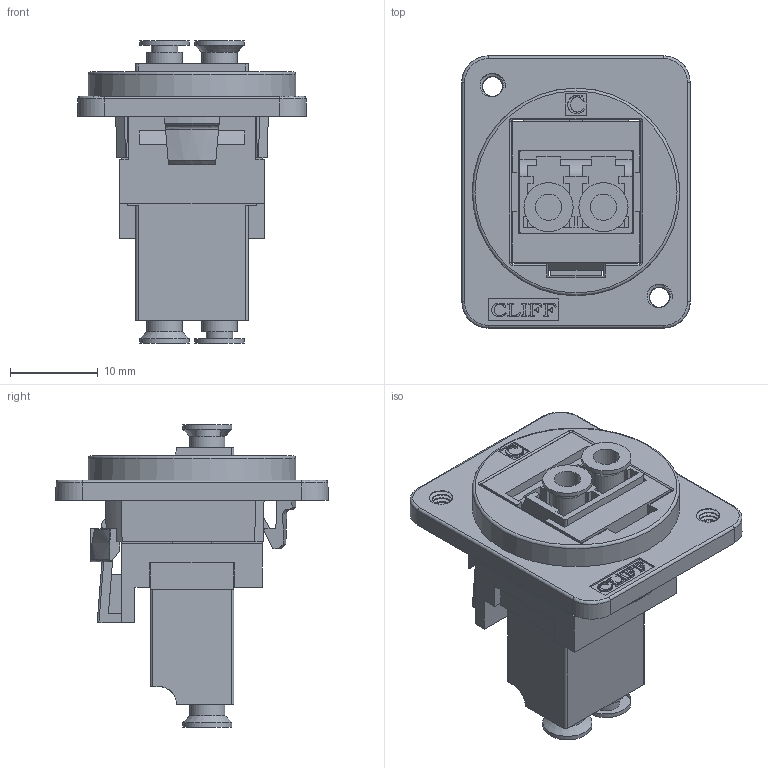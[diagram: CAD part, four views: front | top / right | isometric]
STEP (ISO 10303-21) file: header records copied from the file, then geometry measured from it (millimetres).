
FILE_DESCRIPTION(/* description */ (''),/* implementation_level */ '2;1');
FILE_NAME(/* name */ 'CP30213M3 LC Duplex SM M3.stp',/* time_stamp */ '2021-10-27T15:17:33+01:00',/* author */ ('tottley'),/* organization */ (''),/* preprocessor_version */ 'ST-DEVELOPER v18.1',/* originating_system */ 'Autodesk Inventor 2022',/* authorisation */ '');
FILE_SCHEMA (('AUTOMOTIVE_DESIGN { 1 0 10303 214 3 1 1 }'));
Length unit declared in the file: millimetre
Products named in the file (1): Part23
Bounding box: 26 x 31 x 34.4 mm (x, y, z)
Volume: 5879.9 mm3; surface area: 8757.7 mm2
Topology: 1 solids, 7 shells, 552 faces, 1519 edges, 986 vertices
Faces by surface type: plane 368, cylinder 81, bspline 69, torus 20, cone 14
Full cylindrical faces by diameter (mm): 1.2 x2, 2.259 x2, 3 x12, 4 x4, 5.6 x4
Entity records: 21928 total; most frequent: CARTESIAN_POINT 7609, ORIENTED_EDGE 3038, DIRECTION 2530, EDGE_CURVE 1519, LINE 1104, VECTOR 1104, VERTEX_POINT 986, AXIS2_PLACEMENT_3D 713
